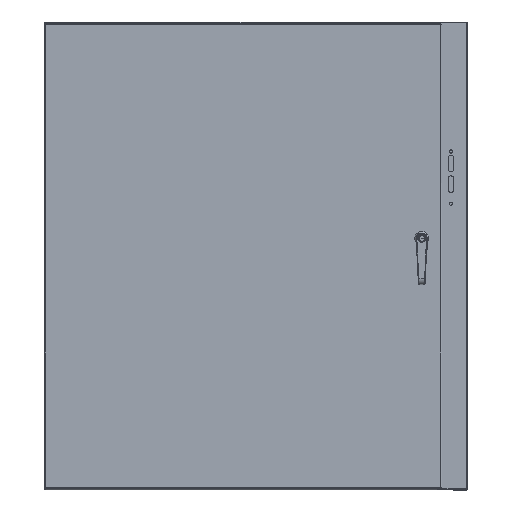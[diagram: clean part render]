
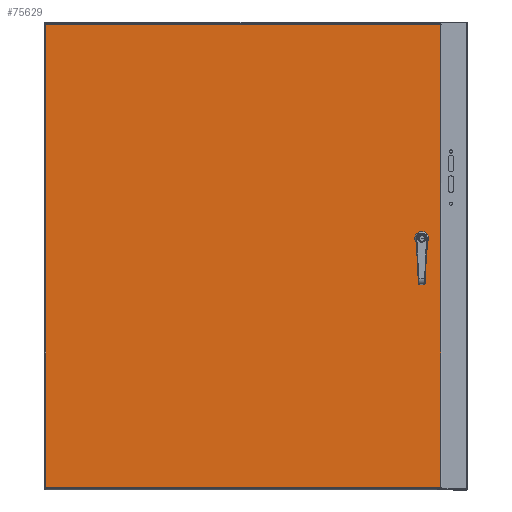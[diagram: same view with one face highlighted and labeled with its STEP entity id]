
A CAD part, top view. The second image highlights one B-rep face of the part: STEP entity #75629.
In plain terms, the highlighted planar face has unit normal (0, 0, 1).
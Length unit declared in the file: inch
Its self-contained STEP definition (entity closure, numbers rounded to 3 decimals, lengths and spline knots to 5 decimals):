
#36 = CARTESIAN_POINT ( 'NONE',  ( 27.65488, 22.95, 8.9175 ) ) ;
#764 = DIRECTION ( 'NONE',  ( -1., 0., 0. ) ) ;
#3525 = CARTESIAN_POINT ( 'NONE',  ( 29.58225, 21., 8.9175 ) ) ;
#5375 = LINE ( 'NONE', #49977, #136395 ) ;
#6415 = VECTOR ( 'NONE', #70944, 39.37008 ) ;
#6676 = FACE_OUTER_BOUND ( 'NONE', #85774, .T. ) ;
#12913 = CARTESIAN_POINT ( 'NONE',  ( 29.58225, 0.23025, 8.9175 ) ) ;
#13200 = CARTESIAN_POINT ( 'NONE',  ( 29.58225, 41.76975, 8.9175 ) ) ;
#13491 = VERTEX_POINT ( 'NONE', #118818 ) ;
#14449 = DIRECTION ( 'NONE',  ( 0., 0., 1. ) ) ;
#14534 = EDGE_CURVE ( 'NONE', #114415, #23634, #21273, .T. ) ;
#14578 = VERTEX_POINT ( 'NONE', #36 ) ;
#18179 = VECTOR ( 'NONE', #21995, 39.37008 ) ;
#19797 = AXIS2_PLACEMENT_3D ( 'NONE', #114509, #14449, #115260 ) ;
#21273 = LINE ( 'NONE', #65132, #18179 ) ;
#21995 = DIRECTION ( 'NONE',  ( 1., 0., 0. ) ) ;
#23634 = VERTEX_POINT ( 'NONE', #43997 ) ;
#25153 = CARTESIAN_POINT ( 'NONE',  ( 27.8675, 22.55, 8.9175 ) ) ;
#27324 = ORIENTED_EDGE ( 'NONE', *, *, #131745, .F. ) ;
#28984 = VERTEX_POINT ( 'NONE', #36804 ) ;
#30088 = CARTESIAN_POINT ( 'NONE',  ( 11.84375, 21., 8.9175 ) ) ;
#32366 = VERTEX_POINT ( 'NONE', #119108 ) ;
#32385 = EDGE_CURVE ( 'NONE', #49649, #115096, #89699, .T. ) ;
#32925 = EDGE_CURVE ( 'NONE', #13491, #121827, #103809, .T. ) ;
#33471 = EDGE_CURVE ( 'NONE', #115096, #114415, #74253, .T. ) ;
#35028 = LINE ( 'NONE', #3525, #131483 ) ;
#35710 = CARTESIAN_POINT ( 'NONE',  ( 27.4675, 21., 8.9175 ) ) ;
#36544 = DIRECTION ( 'NONE',  ( 0., 0., 1. ) ) ;
#36804 = CARTESIAN_POINT ( 'NONE',  ( 28.2675, 22.76262, 8.9175 ) ) ;
#36836 = VECTOR ( 'NONE', #116859, 39.37008 ) ;
#38270 = DIRECTION ( 'NONE',  ( -1., 0., 0. ) ) ;
#43565 = VERTEX_POINT ( 'NONE', #59564 ) ;
#43997 = CARTESIAN_POINT ( 'NONE',  ( 28.08012, 22.15, 8.9175 ) ) ;
#44061 = VERTEX_POINT ( 'NONE', #12913 ) ;
#47553 = CARTESIAN_POINT ( 'NONE',  ( 27.4675, 22.76262, 8.9175 ) ) ;
#48029 = CARTESIAN_POINT ( 'NONE',  ( 27.65488, 22.15, 8.9175 ) ) ;
#49649 = VERTEX_POINT ( 'NONE', #47553 ) ;
#49977 = CARTESIAN_POINT ( 'NONE',  ( 11.84375, 0.23025, 8.9175 ) ) ;
#51790 = EDGE_LOOP ( 'NONE', ( #121244, #81351, #27324, #125523, #99793, #134391, #76080, #135634 ) ) ;
#59332 = CARTESIAN_POINT ( 'NONE',  ( 11.84375, 41.76975, 8.9175 ) ) ;
#59564 = CARTESIAN_POINT ( 'NONE',  ( -5.89475, 0.23025, 8.9175 ) ) ;
#59742 = LINE ( 'NONE', #115958, #74358 ) ;
#60912 = EDGE_CURVE ( 'NONE', #23634, #99312, #98793, .T. ) ;
#62032 = CARTESIAN_POINT ( 'NONE',  ( -5.89475, 21., 8.9175 ) ) ;
#62185 = EDGE_CURVE ( 'NONE', #28984, #32366, #120280, .T. ) ;
#64422 = DIRECTION ( 'NONE',  ( 0., 0., -1. ) ) ;
#65132 = CARTESIAN_POINT ( 'NONE',  ( 11.84375, 22.15, 8.9175 ) ) ;
#70944 = DIRECTION ( 'NONE',  ( 1., 0., 0. ) ) ;
#72854 = EDGE_CURVE ( 'NONE', #43565, #13491, #108704, .T. ) ;
#74253 = CIRCLE ( 'NONE', #125667, 0.453 ) ;
#74358 = VECTOR ( 'NONE', #83012, 39.37008 ) ;
#75629 = ADVANCED_FACE ( 'NONE', ( #106728, #6676 ), #140502, .F. ) ;
#76080 = ORIENTED_EDGE ( 'NONE', *, *, #32385, .F. ) ;
#76771 = CARTESIAN_POINT ( 'NONE',  ( 28.2675, 22.33738, 8.9175 ) ) ;
#79155 = EDGE_CURVE ( 'NONE', #121827, #44061, #35028, .T. ) ;
#80259 = DIRECTION ( 'NONE',  ( 0., -1., 0. ) ) ;
#81351 = ORIENTED_EDGE ( 'NONE', *, *, #62185, .F. ) ;
#81667 = AXIS2_PLACEMENT_3D ( 'NONE', #30088, #64422, #133148 ) ;
#83012 = DIRECTION ( 'NONE',  ( 0., 1., 0. ) ) ;
#83492 = DIRECTION ( 'NONE',  ( -1., 0., 0. ) ) ;
#85774 = EDGE_LOOP ( 'NONE', ( #140590, #101151, #113745, #120631 ) ) ;
#88540 = VECTOR ( 'NONE', #96162, 39.37008 ) ;
#89699 = LINE ( 'NONE', #35710, #111045 ) ;
#94016 = CARTESIAN_POINT ( 'NONE',  ( 27.8675, 22.55, 8.9175 ) ) ;
#94053 = AXIS2_PLACEMENT_3D ( 'NONE', #25153, #114300, #38270 ) ;
#94555 = CARTESIAN_POINT ( 'NONE',  ( 27.4675, 22.33738, 8.9175 ) ) ;
#95421 = LINE ( 'NONE', #140148, #88540 ) ;
#96162 = DIRECTION ( 'NONE',  ( -1., 0., 0. ) ) ;
#98793 = CIRCLE ( 'NONE', #94053, 0.453 ) ;
#99312 = VERTEX_POINT ( 'NONE', #76771 ) ;
#99793 = ORIENTED_EDGE ( 'NONE', *, *, #14534, .F. ) ;
#100261 = EDGE_CURVE ( 'NONE', #32366, #14578, #95421, .T. ) ;
#101151 = ORIENTED_EDGE ( 'NONE', *, *, #79155, .F. ) ;
#102187 = DIRECTION ( 'NONE',  ( 0., -1., 0. ) ) ;
#103809 = LINE ( 'NONE', #59332, #6415 ) ;
#103951 = AXIS2_PLACEMENT_3D ( 'NONE', #94016, #138686, #114507 ) ;
#106728 = FACE_BOUND ( 'NONE', #51790, .T. ) ;
#107523 = EDGE_CURVE ( 'NONE', #14578, #49649, #131877, .T. ) ;
#108704 = LINE ( 'NONE', #62032, #36836 ) ;
#111045 = VECTOR ( 'NONE', #80259, 39.37008 ) ;
#113745 = ORIENTED_EDGE ( 'NONE', *, *, #32925, .F. ) ;
#114300 = DIRECTION ( 'NONE',  ( 0., 0., 1. ) ) ;
#114415 = VERTEX_POINT ( 'NONE', #48029 ) ;
#114507 = DIRECTION ( 'NONE',  ( -1., 0., 0. ) ) ;
#114509 = CARTESIAN_POINT ( 'NONE',  ( 27.8675, 22.55, 8.9175 ) ) ;
#115096 = VERTEX_POINT ( 'NONE', #94555 ) ;
#115260 = DIRECTION ( 'NONE',  ( -1., 0., 0. ) ) ;
#115958 = CARTESIAN_POINT ( 'NONE',  ( 28.2675, 21., 8.9175 ) ) ;
#116859 = DIRECTION ( 'NONE',  ( 0., 1., 0. ) ) ;
#118818 = CARTESIAN_POINT ( 'NONE',  ( -5.89475, 41.76975, 8.9175 ) ) ;
#119108 = CARTESIAN_POINT ( 'NONE',  ( 28.08012, 22.95, 8.9175 ) ) ;
#120280 = CIRCLE ( 'NONE', #103951, 0.453 ) ;
#120631 = ORIENTED_EDGE ( 'NONE', *, *, #72854, .F. ) ;
#121244 = ORIENTED_EDGE ( 'NONE', *, *, #100261, .F. ) ;
#121827 = VERTEX_POINT ( 'NONE', #13200 ) ;
#125523 = ORIENTED_EDGE ( 'NONE', *, *, #60912, .F. ) ;
#125667 = AXIS2_PLACEMENT_3D ( 'NONE', #136729, #36544, #764 ) ;
#131483 = VECTOR ( 'NONE', #102187, 39.37008 ) ;
#131745 = EDGE_CURVE ( 'NONE', #99312, #28984, #59742, .T. ) ;
#131877 = CIRCLE ( 'NONE', #19797, 0.453 ) ;
#133148 = DIRECTION ( 'NONE',  ( -1., 0., 0. ) ) ;
#134391 = ORIENTED_EDGE ( 'NONE', *, *, #33471, .F. ) ;
#135634 = ORIENTED_EDGE ( 'NONE', *, *, #107523, .F. ) ;
#136395 = VECTOR ( 'NONE', #83492, 39.37008 ) ;
#136729 = CARTESIAN_POINT ( 'NONE',  ( 27.8675, 22.55, 8.9175 ) ) ;
#137192 = EDGE_CURVE ( 'NONE', #44061, #43565, #5375, .T. ) ;
#138686 = DIRECTION ( 'NONE',  ( 0., 0., 1. ) ) ;
#140148 = CARTESIAN_POINT ( 'NONE',  ( 11.84375, 22.95, 8.9175 ) ) ;
#140502 = PLANE ( 'NONE',  #81667 ) ;
#140590 = ORIENTED_EDGE ( 'NONE', *, *, #137192, .F. ) ;
